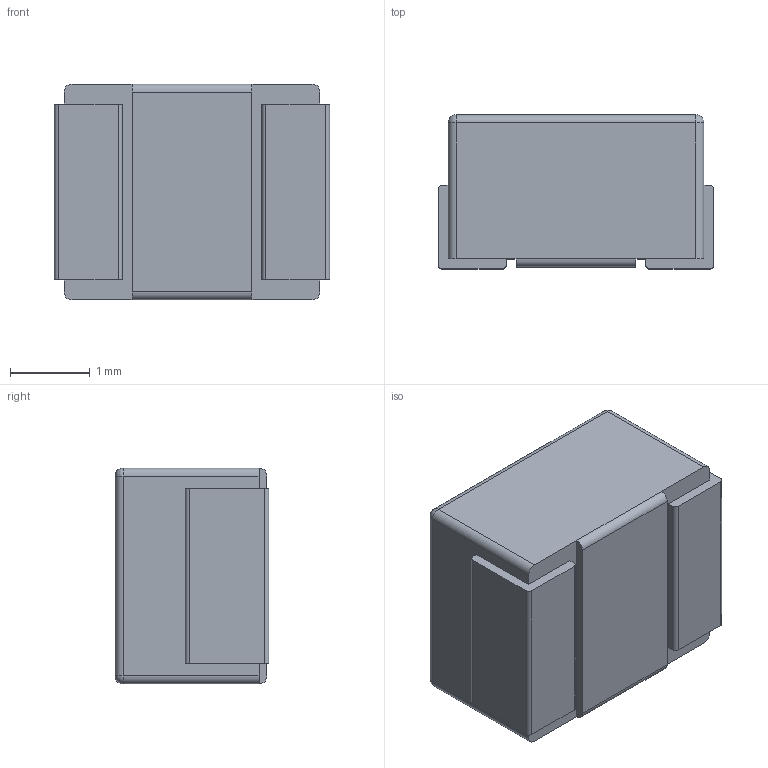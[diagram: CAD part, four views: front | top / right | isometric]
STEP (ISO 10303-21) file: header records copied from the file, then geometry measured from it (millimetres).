
FILE_DESCRIPTION (( 'STEP AP214' ), '1' );
FILE_NAME ('ﾈﾏﾄ156ﾀ-ﾊ.STEP', '2017-09-15T10:57:13', ( '' ), ( '' ), 'SwSTEP 2.0', 'SolidWorks 2016', '' );
FILE_SCHEMA (( 'AUTOMOTIVE_DESIGN' ));
Length unit declared in the file: millimetre
Products named in the file (1): ﾈﾏﾄ156ﾀ-ﾊ
Bounding box: 3.44 x 1.92 x 2.7 mm (x, y, z)
Volume: 16.7 mm3; surface area: 41.3 mm2
Topology: 1 solids, 1 shells, 45 faces, 114 edges, 68 vertices
Faces by surface type: plane 23, cylinder 18, sphere 4
Entity records: 1643 total; most frequent: DIRECTION 238, CARTESIAN_POINT 224, ORIENTED_EDGE 220, EDGE_CURVE 110, AXIS2_PLACEMENT_3D 82, VECTOR 74, LINE 74, VERTEX_POINT 68
